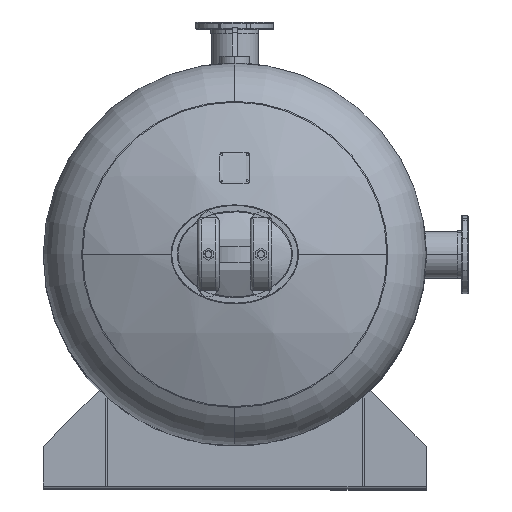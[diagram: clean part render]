
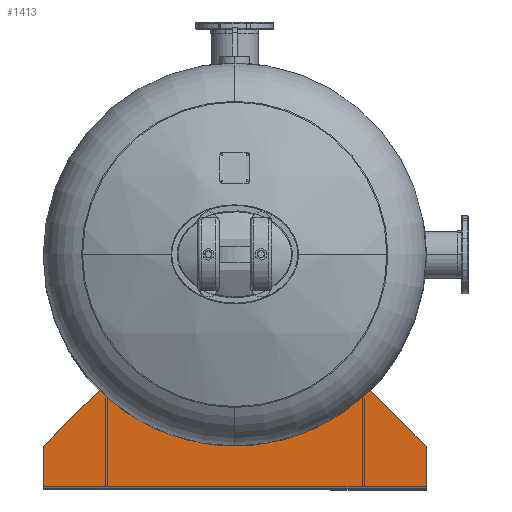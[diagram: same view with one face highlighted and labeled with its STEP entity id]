
A CAD part, top view. The second image highlights one B-rep face of the part: STEP entity #1413.
In plain terms, the highlighted planar face has unit normal (0, 0, 1).
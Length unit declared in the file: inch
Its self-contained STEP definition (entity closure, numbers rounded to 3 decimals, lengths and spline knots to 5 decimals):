
#588 = VERTEX_POINT ( 'NONE', #3740 ) ;
#592 = VERTEX_POINT ( 'NONE', #3743 ) ;
#594 = VERTEX_POINT ( 'NONE', #3745 ) ;
#601 = VERTEX_POINT ( 'NONE', #3750 ) ;
#609 = VERTEX_POINT ( 'NONE', #3757 ) ;
#616 = VERTEX_POINT ( 'NONE', #3762 ) ;
#1310 = EDGE_CURVE ( 'NONE', #588, #594, #10654, .T. ) ;
#1316 = EDGE_CURVE ( 'NONE', #592, #601, #10676, .T. ) ;
#1341 = EDGE_CURVE ( 'NONE', #609, #616, #10741, .T. ) ;
#1343 = EDGE_CURVE ( 'NONE', #609, #594, #6779, .T. ) ;
#1344 = EDGE_CURVE ( 'NONE', #588, #592, #10755, .T. ) ;
#1345 = EDGE_CURVE ( 'NONE', #616, #601, #10768, .T. ) ;
#1413 = ADVANCED_FACE ( 'NONE', ( #11008 ), #11009, .F. ) ;
#2519 = ORIENTED_EDGE ( 'NONE', *, *, #1341, .F. ) ;
#2520 = ORIENTED_EDGE ( 'NONE', *, *, #1343, .T. ) ;
#2521 = ORIENTED_EDGE ( 'NONE', *, *, #1310, .F. ) ;
#2522 = ORIENTED_EDGE ( 'NONE', *, *, #1344, .T. ) ;
#2523 = ORIENTED_EDGE ( 'NONE', *, *, #1316, .T. ) ;
#2524 = ORIENTED_EDGE ( 'NONE', *, *, #1345, .F. ) ;
#3740 = CARTESIAN_POINT ( 'NONE',  ( -27., -27., 17.1875 ) ) ;
#3743 = CARTESIAN_POINT ( 'NONE',  ( -27., -32.625, 17.1875 ) ) ;
#3745 = CARTESIAN_POINT ( 'NONE',  ( -19.1048, -19.1048, 17.1875 ) ) ;
#3750 = CARTESIAN_POINT ( 'NONE',  ( 27., -32.625, 17.1875 ) ) ;
#3757 = CARTESIAN_POINT ( 'NONE',  ( 19.1048, -19.1048, 17.1875 ) ) ;
#3762 = CARTESIAN_POINT ( 'NONE',  ( 27., -27., 17.1875 ) ) ;
#6736 = VECTOR ( 'NONE', #10663, 39.37008 ) ;
#6744 = VECTOR ( 'NONE', #10684, 39.37008 ) ;
#6776 = VECTOR ( 'NONE', #10758, 39.37008 ) ;
#6779 = CIRCLE ( 'NONE', #6781, 27.0625 ) ;
#6780 = VECTOR ( 'NONE', #10767, 39.37008 ) ;
#6781 = AXIS2_PLACEMENT_3D ( 'NONE', #10764, #10765, #10766 ) ;
#6782 = VECTOR ( 'NONE', #10770, 39.37008 ) ;
#10654 = LINE ( 'NONE', #10662, #6736 ) ;
#10662 = CARTESIAN_POINT ( 'NONE',  ( 6., 6., 17.1875 ) ) ;
#10663 = DIRECTION ( 'NONE',  ( 0.707, 0.707, 0. ) ) ;
#10671 = CARTESIAN_POINT ( 'NONE',  ( 27., -32.625, 17.1875 ) ) ;
#10676 = LINE ( 'NONE', #10671, #6744 ) ;
#10684 = DIRECTION ( 'NONE',  ( 1., 0., 0. ) ) ;
#10741 = LINE ( 'NONE', #10757, #6776 ) ;
#10751 = CARTESIAN_POINT ( 'NONE',  ( -27., -15., 17.1875 ) ) ;
#10755 = LINE ( 'NONE', #10751, #6780 ) ;
#10757 = CARTESIAN_POINT ( 'NONE',  ( 21., -21., 17.1875 ) ) ;
#10758 = DIRECTION ( 'NONE',  ( 0.707, -0.707, 0. ) ) ;
#10764 = CARTESIAN_POINT ( 'NONE',  ( 0., 0.0625, 17.1875 ) ) ;
#10765 = DIRECTION ( 'NONE',  ( 0., 0., -1. ) ) ;
#10766 = DIRECTION ( 'NONE',  ( -1., 0., 0. ) ) ;
#10767 = DIRECTION ( 'NONE',  ( 0., -1., 0. ) ) ;
#10768 = LINE ( 'NONE', #10769, #6782 ) ;
#10769 = CARTESIAN_POINT ( 'NONE',  ( 27., -15., 17.1875 ) ) ;
#10770 = DIRECTION ( 'NONE',  ( 0., -1., 0. ) ) ;
#11000 = CARTESIAN_POINT ( 'NONE',  ( 27., -15., 17.1875 ) ) ;
#11008 = FACE_OUTER_BOUND ( 'NONE', #15637, .T. ) ;
#11009 = PLANE ( 'NONE',  #11505 ) ;
#11011 = DIRECTION ( 'NONE',  ( 0., 0., -1. ) ) ;
#11012 = DIRECTION ( 'NONE',  ( -1., 0., 0. ) ) ;
#11505 = AXIS2_PLACEMENT_3D ( 'NONE', #11000, #11011, #11012 ) ;
#15637 = EDGE_LOOP ( 'NONE', ( #2519, #2520, #2521, #2522, #2523, #2524 ) ) ;
